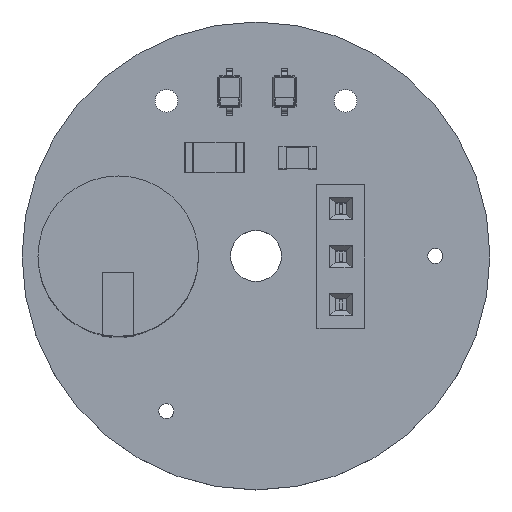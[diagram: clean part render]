
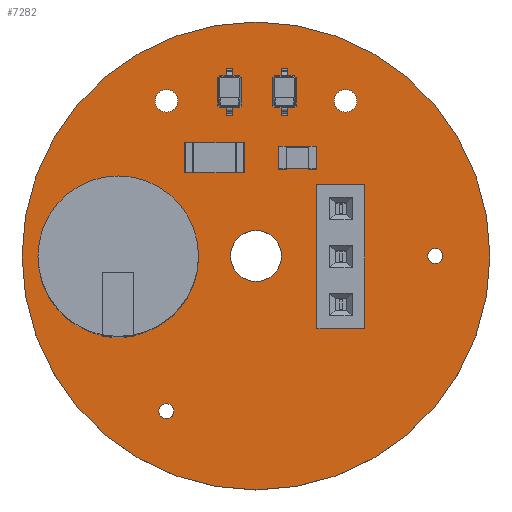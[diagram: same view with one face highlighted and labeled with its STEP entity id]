
A CAD part, top view. The second image highlights one B-rep face of the part: STEP entity #7282.
In plain terms, the highlighted planar face has unit normal (0, 0, 1).
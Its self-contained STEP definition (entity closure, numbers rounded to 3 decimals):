
#7137 = VERTEX_POINT('',#7138);
#7138 = CARTESIAN_POINT('',(103.,-76.9,1.6));
#7144 = EDGE_CURVE('',#7137,#7137,#7145,.T.);
#7145 = CIRCLE('',#7146,12.4);
#7146 = AXIS2_PLACEMENT_3D('',#7147,#7148,#7149);
#7147 = CARTESIAN_POINT('',(90.6,-76.9,1.6));
#7148 = DIRECTION('',(0.,0.,1.));
#7149 = DIRECTION('',(1.,0.,-0.));
#7282 = ADVANCED_FACE('',(#7283,#7286,#7297,#7308,#7319,#7330,#7341,
    #7352,#7363,#7374,#7385),#7396,.T.);
#7283 = FACE_BOUND('',#7284,.T.);
#7284 = EDGE_LOOP('',(#7285));
#7285 = ORIENTED_EDGE('',*,*,#7144,.T.);
#7286 = FACE_BOUND('',#7287,.T.);
#7287 = EDGE_LOOP('',(#7288));
#7288 = ORIENTED_EDGE('',*,*,#7289,.T.);
#7289 = EDGE_CURVE('',#7290,#7290,#7292,.T.);
#7290 = VERTEX_POINT('',#7291);
#7291 = CARTESIAN_POINT('',(85.85,-85.527,1.6));
#7292 = CIRCLE('',#7293,0.4);
#7293 = AXIS2_PLACEMENT_3D('',#7294,#7295,#7296);
#7294 = CARTESIAN_POINT('',(85.85,-85.127,1.6));
#7295 = DIRECTION('',(-0.,0.,-1.));
#7296 = DIRECTION('',(0.,-1.,-0.));
#7297 = FACE_BOUND('',#7298,.T.);
#7298 = EDGE_LOOP('',(#7299));
#7299 = ORIENTED_EDGE('',*,*,#7300,.T.);
#7300 = EDGE_CURVE('',#7301,#7301,#7303,.T.);
#7301 = VERTEX_POINT('',#7302);
#7302 = CARTESIAN_POINT('',(83.3,-79.1,1.6));
#7303 = CIRCLE('',#7304,0.4);
#7304 = AXIS2_PLACEMENT_3D('',#7305,#7306,#7307);
#7305 = CARTESIAN_POINT('',(83.3,-78.7,1.6));
#7306 = DIRECTION('',(-0.,0.,-1.));
#7307 = DIRECTION('',(0.,-1.,0.));
#7308 = FACE_BOUND('',#7309,.T.);
#7309 = EDGE_LOOP('',(#7310));
#7310 = ORIENTED_EDGE('',*,*,#7311,.T.);
#7311 = EDGE_CURVE('',#7312,#7312,#7314,.T.);
#7312 = VERTEX_POINT('',#7313);
#7313 = CARTESIAN_POINT('',(90.6,-78.25,1.6));
#7314 = CIRCLE('',#7315,1.35);
#7315 = AXIS2_PLACEMENT_3D('',#7316,#7317,#7318);
#7316 = CARTESIAN_POINT('',(90.6,-76.9,1.6));
#7317 = DIRECTION('',(-0.,0.,-1.));
#7318 = DIRECTION('',(-0.,-1.,0.));
#7319 = FACE_BOUND('',#7320,.T.);
#7320 = EDGE_LOOP('',(#7321));
#7321 = ORIENTED_EDGE('',*,*,#7322,.T.);
#7322 = EDGE_CURVE('',#7323,#7323,#7325,.T.);
#7323 = VERTEX_POINT('',#7324);
#7324 = CARTESIAN_POINT('',(95.1,-79.98,1.6));
#7325 = CIRCLE('',#7326,0.5);
#7326 = AXIS2_PLACEMENT_3D('',#7327,#7328,#7329);
#7327 = CARTESIAN_POINT('',(95.1,-79.48,1.6));
#7328 = DIRECTION('',(-0.,0.,-1.));
#7329 = DIRECTION('',(-0.,-1.,0.));
#7330 = FACE_BOUND('',#7331,.T.);
#7331 = EDGE_LOOP('',(#7332));
#7332 = ORIENTED_EDGE('',*,*,#7333,.T.);
#7333 = EDGE_CURVE('',#7334,#7334,#7336,.T.);
#7334 = VERTEX_POINT('',#7335);
#7335 = CARTESIAN_POINT('',(95.1,-77.44,1.6));
#7336 = CIRCLE('',#7337,0.5);
#7337 = AXIS2_PLACEMENT_3D('',#7338,#7339,#7340);
#7338 = CARTESIAN_POINT('',(95.1,-76.94,1.6));
#7339 = DIRECTION('',(-0.,0.,-1.));
#7340 = DIRECTION('',(-0.,-1.,0.));
#7341 = FACE_BOUND('',#7342,.T.);
#7342 = EDGE_LOOP('',(#7343));
#7343 = ORIENTED_EDGE('',*,*,#7344,.T.);
#7344 = EDGE_CURVE('',#7345,#7345,#7347,.T.);
#7345 = VERTEX_POINT('',#7346);
#7346 = CARTESIAN_POINT('',(100.1,-77.3,1.6));
#7347 = CIRCLE('',#7348,0.4);
#7348 = AXIS2_PLACEMENT_3D('',#7349,#7350,#7351);
#7349 = CARTESIAN_POINT('',(100.1,-76.9,1.6));
#7350 = DIRECTION('',(-0.,0.,-1.));
#7351 = DIRECTION('',(-0.,-1.,0.));
#7352 = FACE_BOUND('',#7353,.T.);
#7353 = EDGE_LOOP('',(#7354));
#7354 = ORIENTED_EDGE('',*,*,#7355,.T.);
#7355 = EDGE_CURVE('',#7356,#7356,#7358,.T.);
#7356 = VERTEX_POINT('',#7357);
#7357 = CARTESIAN_POINT('',(83.3,-75.6,1.6));
#7358 = CIRCLE('',#7359,0.4);
#7359 = AXIS2_PLACEMENT_3D('',#7360,#7361,#7362);
#7360 = CARTESIAN_POINT('',(83.3,-75.2,1.6));
#7361 = DIRECTION('',(-0.,0.,-1.));
#7362 = DIRECTION('',(0.,-1.,0.));
#7363 = FACE_BOUND('',#7364,.T.);
#7364 = EDGE_LOOP('',(#7365));
#7365 = ORIENTED_EDGE('',*,*,#7366,.T.);
#7366 = EDGE_CURVE('',#7367,#7367,#7369,.T.);
#7367 = VERTEX_POINT('',#7368);
#7368 = CARTESIAN_POINT('',(85.85,-69.273,1.6));
#7369 = CIRCLE('',#7370,0.6);
#7370 = AXIS2_PLACEMENT_3D('',#7371,#7372,#7373);
#7371 = CARTESIAN_POINT('',(85.85,-68.673,1.6));
#7372 = DIRECTION('',(-0.,0.,-1.));
#7373 = DIRECTION('',(0.,-1.,-0.));
#7374 = FACE_BOUND('',#7375,.T.);
#7375 = EDGE_LOOP('',(#7376));
#7376 = ORIENTED_EDGE('',*,*,#7377,.T.);
#7377 = EDGE_CURVE('',#7378,#7378,#7380,.T.);
#7378 = VERTEX_POINT('',#7379);
#7379 = CARTESIAN_POINT('',(95.1,-74.9,1.6));
#7380 = CIRCLE('',#7381,0.5);
#7381 = AXIS2_PLACEMENT_3D('',#7382,#7383,#7384);
#7382 = CARTESIAN_POINT('',(95.1,-74.4,1.6));
#7383 = DIRECTION('',(-0.,0.,-1.));
#7384 = DIRECTION('',(-0.,-1.,0.));
#7385 = FACE_BOUND('',#7386,.T.);
#7386 = EDGE_LOOP('',(#7387));
#7387 = ORIENTED_EDGE('',*,*,#7388,.T.);
#7388 = EDGE_CURVE('',#7389,#7389,#7391,.T.);
#7389 = VERTEX_POINT('',#7390);
#7390 = CARTESIAN_POINT('',(95.35,-69.273,1.6));
#7391 = CIRCLE('',#7392,0.6);
#7392 = AXIS2_PLACEMENT_3D('',#7393,#7394,#7395);
#7393 = CARTESIAN_POINT('',(95.35,-68.673,1.6));
#7394 = DIRECTION('',(-0.,0.,-1.));
#7395 = DIRECTION('',(-0.,-1.,0.));
#7396 = PLANE('',#7397);
#7397 = AXIS2_PLACEMENT_3D('',#7398,#7399,#7400);
#7398 = CARTESIAN_POINT('',(0.,0.,1.6));
#7399 = DIRECTION('',(0.,0.,1.));
#7400 = DIRECTION('',(1.,0.,-0.));
